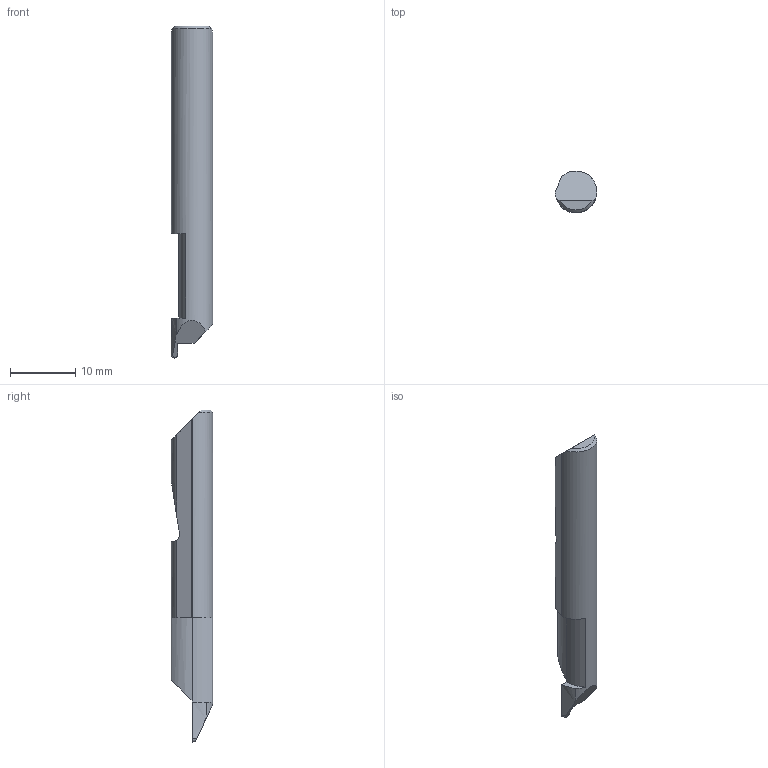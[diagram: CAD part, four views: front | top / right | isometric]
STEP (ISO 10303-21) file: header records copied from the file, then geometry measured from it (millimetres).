
FILE_DESCRIPTION (( 'STEP AP214' ), '1' );
FILE_NAME ('Micro_QFGF-250-039-075X.STEP', '2021-09-09T14:24:40', ( '' ), ( '' ), 'SwSTEP 2.0', 'SolidWorks 2020', '' );
FILE_SCHEMA (( 'AUTOMOTIVE_DESIGN' ));
Length unit declared in the file: inch
Products named in the file (1): Micro_QFGF-250-039-075X
Bounding box: 6.35 x 6.35 x 50.8 mm (x, y, z)
Volume: 1288.5 mm3; surface area: 949.1 mm2
Topology: 1 solids, 1 shells, 26 faces, 70 edges, 46 vertices
Faces by surface type: plane 14, cylinder 9, cone 2, bspline 1
Entity records: 881 total; most frequent: CARTESIAN_POINT 254, ORIENTED_EDGE 140, DIRECTION 104, EDGE_CURVE 70, VERTEX_POINT 46, AXIS2_PLACEMENT_3D 36, LINE 32, VECTOR 32
